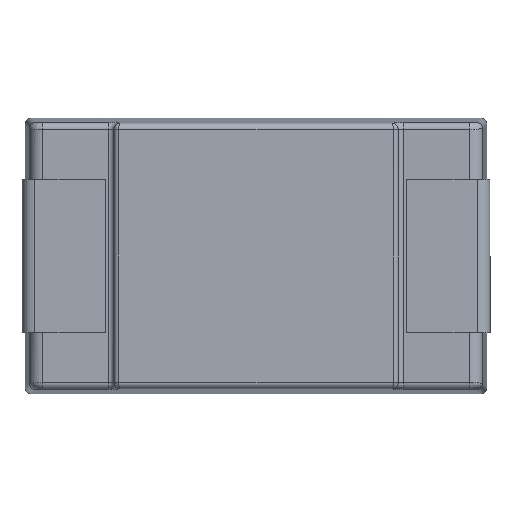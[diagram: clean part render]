
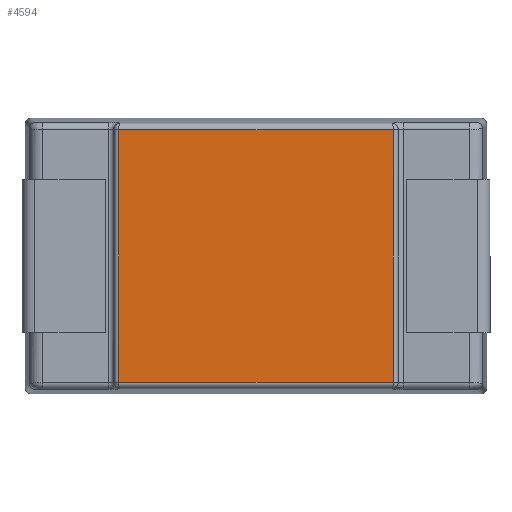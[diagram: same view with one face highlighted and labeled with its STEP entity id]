
A CAD part, front view. The second image highlights one B-rep face of the part: STEP entity #4594.
In plain terms, the highlighted planar face has unit normal (0, -1, 0).
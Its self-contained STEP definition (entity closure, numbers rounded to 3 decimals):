
#45 = LINE ( 'NONE', #2044, #2137 ) ;
#61 = PLANE ( 'NONE',  #1826 ) ;
#110 = EDGE_CURVE ( 'NONE', #3540, #3235, #1108, .T. ) ;
#158 = EDGE_LOOP ( 'NONE', ( #1677, #4094, #2994, #694, #1267, #2192, #4397, #2736 ) ) ;
#364 = EDGE_CURVE ( 'NONE', #1521, #3540, #2053, .T. ) ;
#407 = LINE ( 'NONE', #3117, #2735 ) ;
#428 = DIRECTION ( 'NONE',  ( 0., 0., -1. ) ) ;
#487 = CARTESIAN_POINT ( 'NONE',  ( -2.14, 0., -1.973 ) ) ;
#655 = CARTESIAN_POINT ( 'NONE',  ( -2.14, 0., -1.973 ) ) ;
#694 = ORIENTED_EDGE ( 'NONE', *, *, #3665, .T. ) ;
#810 = CARTESIAN_POINT ( 'NONE',  ( 2.14, 0., 1.973 ) ) ;
#840 = DIRECTION ( 'NONE',  ( 0., 1., 0. ) ) ;
#981 = VERTEX_POINT ( 'NONE', #1539 ) ;
#1108 = LINE ( 'NONE', #810, #4875 ) ;
#1163 = LINE ( 'NONE', #1978, #3657 ) ;
#1189 = EDGE_CURVE ( 'NONE', #4501, #4652, #1163, .T. ) ;
#1194 = DIRECTION ( 'NONE',  ( -1., 0., 0. ) ) ;
#1197 = DIRECTION ( 'NONE',  ( 0., 0., -1. ) ) ;
#1211 = EDGE_CURVE ( 'NONE', #2646, #2411, #45, .T. ) ;
#1227 = CARTESIAN_POINT ( 'NONE',  ( -2.14, 0., -1.972 ) ) ;
#1267 = ORIENTED_EDGE ( 'NONE', *, *, #1189, .T. ) ;
#1305 = FACE_OUTER_BOUND ( 'NONE', #158, .T. ) ;
#1329 = CARTESIAN_POINT ( 'NONE',  ( 2.14, 0., 1.973 ) ) ;
#1351 = CARTESIAN_POINT ( 'NONE',  ( 2.14, 0., 1.972 ) ) ;
#1438 = CARTESIAN_POINT ( 'NONE',  ( -2.14, 0., 1.972 ) ) ;
#1461 = CARTESIAN_POINT ( 'NONE',  ( 2.14, 0., 1.972 ) ) ;
#1521 = VERTEX_POINT ( 'NONE', #1461 ) ;
#1539 = CARTESIAN_POINT ( 'NONE',  ( 2.14, 0., -1.972 ) ) ;
#1598 = DIRECTION ( 'NONE',  ( -1., 0., 0. ) ) ;
#1624 = DIRECTION ( 'NONE',  ( 1., 0., 0. ) ) ;
#1677 = ORIENTED_EDGE ( 'NONE', *, *, #3169, .F. ) ;
#1723 = CARTESIAN_POINT ( 'NONE',  ( 2.14, 0., 1.973 ) ) ;
#1764 = CARTESIAN_POINT ( 'NONE',  ( 2.14, 0., -1.972 ) ) ;
#1826 = AXIS2_PLACEMENT_3D ( 'NONE', #2752, #840, #1598 ) ;
#1978 = CARTESIAN_POINT ( 'NONE',  ( -2.14, 0., 2.15 ) ) ;
#2044 = CARTESIAN_POINT ( 'NONE',  ( 2.14, 0., -1.973 ) ) ;
#2053 = B_SPLINE_CURVE_WITH_KNOTS ( 'NONE', 3,
 ( #3624, #1351, #4369, #1329 ),
 .UNSPECIFIED., .F., .F.,
 ( 4, 4 ),
 ( 0., 0. ),
 .UNSPECIFIED. ) ;
#2137 = VECTOR ( 'NONE', #1624, 1000. ) ;
#2191 = CARTESIAN_POINT ( 'NONE',  ( 2.14, 0., -1.973 ) ) ;
#2192 = ORIENTED_EDGE ( 'NONE', *, *, #4536, .T. ) ;
#2231 = CARTESIAN_POINT ( 'NONE',  ( -2.14, 0., 1.973 ) ) ;
#2411 = VERTEX_POINT ( 'NONE', #3231 ) ;
#2572 = CARTESIAN_POINT ( 'NONE',  ( 2.14, 0., -1.972 ) ) ;
#2636 = CARTESIAN_POINT ( 'NONE',  ( -2.14, 0., 1.973 ) ) ;
#2646 = VERTEX_POINT ( 'NONE', #655 ) ;
#2735 = VECTOR ( 'NONE', #428, 1000. ) ;
#2736 = ORIENTED_EDGE ( 'NONE', *, *, #2927, .T. ) ;
#2752 = CARTESIAN_POINT ( 'NONE',  ( 2.14, 0., 2.15 ) ) ;
#2927 = EDGE_CURVE ( 'NONE', #2411, #981, #3811, .T. ) ;
#2994 = ORIENTED_EDGE ( 'NONE', *, *, #110, .T. ) ;
#3006 = CARTESIAN_POINT ( 'NONE',  ( -2.14, 0., -1.972 ) ) ;
#3013 = CARTESIAN_POINT ( 'NONE',  ( -2.14, 0., 1.972 ) ) ;
#3117 = CARTESIAN_POINT ( 'NONE',  ( 2.14, 0., 2.15 ) ) ;
#3169 = EDGE_CURVE ( 'NONE', #1521, #981, #407, .T. ) ;
#3231 = CARTESIAN_POINT ( 'NONE',  ( 2.14, 0., -1.973 ) ) ;
#3235 = VERTEX_POINT ( 'NONE', #3502 ) ;
#3502 = CARTESIAN_POINT ( 'NONE',  ( -2.14, 0., 1.973 ) ) ;
#3540 = VERTEX_POINT ( 'NONE', #1723 ) ;
#3624 = CARTESIAN_POINT ( 'NONE',  ( 2.14, 0., 1.972 ) ) ;
#3657 = VECTOR ( 'NONE', #1197, 1000. ) ;
#3665 = EDGE_CURVE ( 'NONE', #3235, #4501, #4279, .T. ) ;
#3811 = B_SPLINE_CURVE_WITH_KNOTS ( 'NONE', 3,
 ( #4338, #2191, #1764, #2572 ),
 .UNSPECIFIED., .F., .F.,
 ( 4, 4 ),
 ( 0., 0. ),
 .UNSPECIFIED. ) ;
#3865 = CARTESIAN_POINT ( 'NONE',  ( -2.14, 0., -1.972 ) ) ;
#4094 = ORIENTED_EDGE ( 'NONE', *, *, #364, .T. ) ;
#4252 = CARTESIAN_POINT ( 'NONE',  ( -2.14, 0., -1.973 ) ) ;
#4279 = B_SPLINE_CURVE_WITH_KNOTS ( 'NONE', 3,
 ( #2231, #2636, #1438, #3013 ),
 .UNSPECIFIED., .F., .F.,
 ( 4, 4 ),
 ( 0., 0. ),
 .UNSPECIFIED. ) ;
#4338 = CARTESIAN_POINT ( 'NONE',  ( 2.14, 0., -1.973 ) ) ;
#4369 = CARTESIAN_POINT ( 'NONE',  ( 2.14, 0., 1.973 ) ) ;
#4397 = ORIENTED_EDGE ( 'NONE', *, *, #1211, .T. ) ;
#4501 = VERTEX_POINT ( 'NONE', #4619 ) ;
#4536 = EDGE_CURVE ( 'NONE', #4652, #2646, #4583, .T. ) ;
#4583 = B_SPLINE_CURVE_WITH_KNOTS ( 'NONE', 3,
 ( #1227, #3865, #4252, #487 ),
 .UNSPECIFIED., .F., .F.,
 ( 4, 4 ),
 ( 0., 0. ),
 .UNSPECIFIED. ) ;
#4594 = ADVANCED_FACE ( 'NONE', ( #1305 ), #61, .F. ) ;
#4619 = CARTESIAN_POINT ( 'NONE',  ( -2.14, 0., 1.972 ) ) ;
#4652 = VERTEX_POINT ( 'NONE', #3006 ) ;
#4875 = VECTOR ( 'NONE', #1194, 1000. ) ;
